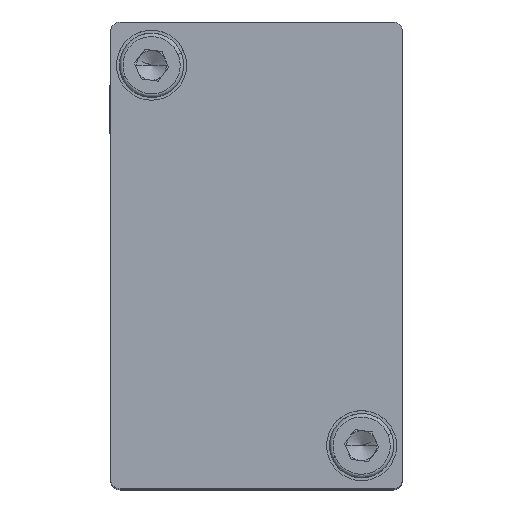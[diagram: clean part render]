
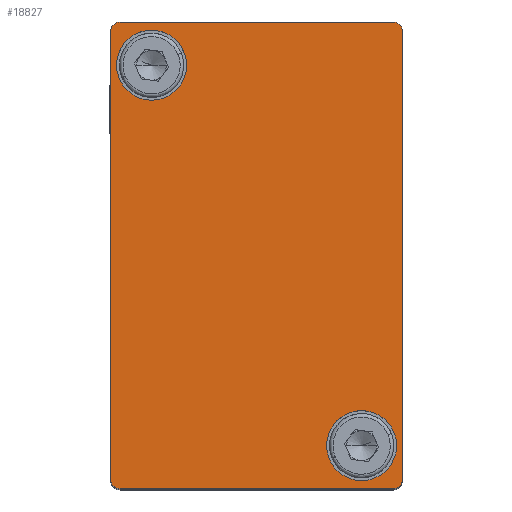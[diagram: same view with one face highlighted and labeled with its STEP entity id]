
A CAD part, top view. The second image highlights one B-rep face of the part: STEP entity #18827.
In plain terms, the highlighted planar face has unit normal (0, 0, 1).
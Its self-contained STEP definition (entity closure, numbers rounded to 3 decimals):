
#1117 = CARTESIAN_POINT ( 'NONE',  ( 11.13, 39.625, 63.278 ) ) ;
#1658 = CARTESIAN_POINT ( 'NONE',  ( 35.63, 4.125, 63.278 ) ) ;
#2088 = PLANE ( 'NONE',  #11135 ) ;
#2278 = DIRECTION ( 'NONE',  ( 1., 0., 0. ) ) ;
#2631 = CIRCLE ( 'NONE', #15203, 0.8 ) ;
#4214 = CARTESIAN_POINT ( 'NONE',  ( 14.13, 39.625, 63.278 ) ) ;
#4215 = EDGE_CURVE ( 'NONE', #45537, #25594, #16309, .T. ) ;
#5128 = VECTOR ( 'NONE', #31769, 1000. ) ;
#5554 = EDGE_CURVE ( 'NONE', #34048, #29226, #7562, .T. ) ;
#5977 = CIRCLE ( 'NONE', #29550, 3. ) ;
#6260 = EDGE_CURVE ( 'NONE', #16862, #22182, #21182, .T. ) ;
#7562 = CIRCLE ( 'NONE', #51889, 3. ) ;
#7636 = EDGE_CURVE ( 'NONE', #9668, #11620, #5977, .T. ) ;
#7919 = DIRECTION ( 'NONE',  ( 0., 0., 1. ) ) ;
#8160 = LINE ( 'NONE', #35644, #30266 ) ;
#8235 = CARTESIAN_POINT ( 'NONE',  ( 11.43, 3.325, 63.278 ) ) ;
#8528 = DIRECTION ( 'NONE',  ( 1., 0., 0. ) ) ;
#8606 = ORIENTED_EDGE ( 'NONE', *, *, #20666, .T. ) ;
#8661 = CIRCLE ( 'NONE', #38177, 0.8 ) ;
#9246 = VERTEX_POINT ( 'NONE', #14138 ) ;
#9668 = VERTEX_POINT ( 'NONE', #47864 ) ;
#10003 = CARTESIAN_POINT ( 'NONE',  ( 35.63, 42.525, 63.278 ) ) ;
#10516 = DIRECTION ( 'NONE',  ( -1., 0., 0. ) ) ;
#10722 = ORIENTED_EDGE ( 'NONE', *, *, #13621, .T. ) ;
#10882 = DIRECTION ( 'NONE',  ( 1., 0., 0. ) ) ;
#11095 = CARTESIAN_POINT ( 'NONE',  ( 35.63, 43.325, 63.278 ) ) ;
#11135 = AXIS2_PLACEMENT_3D ( 'NONE', #52092, #27383, #2278 ) ;
#11581 = CARTESIAN_POINT ( 'NONE',  ( 34.83, 42.525, 63.278 ) ) ;
#11620 = VERTEX_POINT ( 'NONE', #1117 ) ;
#12748 = CARTESIAN_POINT ( 'NONE',  ( 32.13, 7.025, 63.278 ) ) ;
#13276 = CARTESIAN_POINT ( 'NONE',  ( 10.63, 4.125, 63.278 ) ) ;
#13526 = VECTOR ( 'NONE', #22616, 1000. ) ;
#13621 = EDGE_CURVE ( 'NONE', #20110, #36882, #45183, .T. ) ;
#13741 = AXIS2_PLACEMENT_3D ( 'NONE', #12748, #41668, #16970 ) ;
#14138 = CARTESIAN_POINT ( 'NONE',  ( 34.83, 3.325, 63.278 ) ) ;
#14713 = EDGE_CURVE ( 'NONE', #28987, #9246, #8160, .T. ) ;
#14794 = EDGE_CURVE ( 'NONE', #25594, #16862, #45734, .T. ) ;
#15022 = CIRCLE ( 'NONE', #36855, 0.8 ) ;
#15203 = AXIS2_PLACEMENT_3D ( 'NONE', #47912, #23162, #52036 ) ;
#15795 = DIRECTION ( 'NONE',  ( 1., 0., 0. ) ) ;
#16309 = LINE ( 'NONE', #30719, #5128 ) ;
#16862 = VERTEX_POINT ( 'NONE', #36325 ) ;
#16970 = DIRECTION ( 'NONE',  ( 1., 0., 0. ) ) ;
#17017 = CARTESIAN_POINT ( 'NONE',  ( 29.13, 7.025, 63.278 ) ) ;
#18523 = CARTESIAN_POINT ( 'NONE',  ( 10.63, 43.325, 63.278 ) ) ;
#18665 = FACE_BOUND ( 'NONE', #49231, .T. ) ;
#18827 = ADVANCED_FACE ( 'NONE', ( #40587, #18665, #19904 ), #2088, .T. ) ;
#19904 = FACE_BOUND ( 'NONE', #41501, .T. ) ;
#20110 = VERTEX_POINT ( 'NONE', #49460 ) ;
#20666 = EDGE_CURVE ( 'NONE', #22182, #20110, #8661, .T. ) ;
#20804 = ORIENTED_EDGE ( 'NONE', *, *, #14713, .T. ) ;
#21182 = LINE ( 'NONE', #11095, #41855 ) ;
#22182 = VERTEX_POINT ( 'NONE', #42833 ) ;
#22499 = DIRECTION ( 'NONE',  ( 1., 0., 0. ) ) ;
#22603 = DIRECTION ( 'NONE',  ( 0., 0., -1. ) ) ;
#22609 = CIRCLE ( 'NONE', #13741, 3. ) ;
#22616 = DIRECTION ( 'NONE',  ( 0., -1., 0. ) ) ;
#22794 = CARTESIAN_POINT ( 'NONE',  ( 32.13, 7.025, 63.278 ) ) ;
#22891 = ORIENTED_EDGE ( 'NONE', *, *, #35224, .T. ) ;
#23162 = DIRECTION ( 'NONE',  ( 0., 0., 1. ) ) ;
#23748 = CARTESIAN_POINT ( 'NONE',  ( 34.83, 4.125, 63.278 ) ) ;
#24145 = ORIENTED_EDGE ( 'NONE', *, *, #7636, .T. ) ;
#25315 = DIRECTION ( 'NONE',  ( 1., 0., 0. ) ) ;
#25358 = DIRECTION ( 'NONE',  ( 0., 0., -1. ) ) ;
#25418 = CARTESIAN_POINT ( 'NONE',  ( 14.13, 39.625, 63.278 ) ) ;
#25594 = VERTEX_POINT ( 'NONE', #10003 ) ;
#26173 = ORIENTED_EDGE ( 'NONE', *, *, #33808, .T. ) ;
#27383 = DIRECTION ( 'NONE',  ( 0., 0., 1. ) ) ;
#27904 = DIRECTION ( 'NONE',  ( 1., 0., 0. ) ) ;
#28877 = ORIENTED_EDGE ( 'NONE', *, *, #6260, .T. ) ;
#28987 = VERTEX_POINT ( 'NONE', #8235 ) ;
#29226 = VERTEX_POINT ( 'NONE', #42838 ) ;
#29305 = AXIS2_PLACEMENT_3D ( 'NONE', #11581, #40512, #15795 ) ;
#29550 = AXIS2_PLACEMENT_3D ( 'NONE', #25418, #25358, #25315 ) ;
#30266 = VECTOR ( 'NONE', #10882, 1000. ) ;
#30719 = CARTESIAN_POINT ( 'NONE',  ( 35.63, 43.325, 63.278 ) ) ;
#31769 = DIRECTION ( 'NONE',  ( 0., 1., 0. ) ) ;
#32761 = CARTESIAN_POINT ( 'NONE',  ( 11.43, 42.525, 63.278 ) ) ;
#33355 = DIRECTION ( 'NONE',  ( 0., 0., -1. ) ) ;
#33808 = EDGE_CURVE ( 'NONE', #36882, #28987, #2631, .T. ) ;
#34048 = VERTEX_POINT ( 'NONE', #17017 ) ;
#34891 = ORIENTED_EDGE ( 'NONE', *, *, #5554, .T. ) ;
#35155 = ORIENTED_EDGE ( 'NONE', *, *, #52924, .T. ) ;
#35224 = EDGE_CURVE ( 'NONE', #11620, #9668, #49337, .T. ) ;
#35644 = CARTESIAN_POINT ( 'NONE',  ( 35.63, 3.325, 63.278 ) ) ;
#36325 = CARTESIAN_POINT ( 'NONE',  ( 34.83, 43.325, 63.278 ) ) ;
#36855 = AXIS2_PLACEMENT_3D ( 'NONE', #23748, #52616, #27904 ) ;
#36882 = VERTEX_POINT ( 'NONE', #13276 ) ;
#36891 = DIRECTION ( 'NONE',  ( 1., 0., 0. ) ) ;
#38073 = ORIENTED_EDGE ( 'NONE', *, *, #4215, .T. ) ;
#38177 = AXIS2_PLACEMENT_3D ( 'NONE', #32761, #7919, #36891 ) ;
#38928 = EDGE_CURVE ( 'NONE', #9246, #45537, #15022, .T. ) ;
#39866 = ORIENTED_EDGE ( 'NONE', *, *, #14794, .T. ) ;
#40500 = AXIS2_PLACEMENT_3D ( 'NONE', #4214, #33355, #8528 ) ;
#40512 = DIRECTION ( 'NONE',  ( 0., 0., 1. ) ) ;
#40587 = FACE_OUTER_BOUND ( 'NONE', #53363, .T. ) ;
#41501 = EDGE_LOOP ( 'NONE', ( #35155, #34891 ) ) ;
#41668 = DIRECTION ( 'NONE',  ( 0., 0., -1. ) ) ;
#41855 = VECTOR ( 'NONE', #10516, 1000. ) ;
#42833 = CARTESIAN_POINT ( 'NONE',  ( 11.43, 43.325, 63.278 ) ) ;
#42838 = CARTESIAN_POINT ( 'NONE',  ( 35.13, 7.025, 63.278 ) ) ;
#45183 = LINE ( 'NONE', #18523, #13526 ) ;
#45537 = VERTEX_POINT ( 'NONE', #1658 ) ;
#45734 = CIRCLE ( 'NONE', #29305, 0.8 ) ;
#47864 = CARTESIAN_POINT ( 'NONE',  ( 17.13, 39.625, 63.278 ) ) ;
#47912 = CARTESIAN_POINT ( 'NONE',  ( 11.43, 4.125, 63.278 ) ) ;
#49231 = EDGE_LOOP ( 'NONE', ( #24145, #22891 ) ) ;
#49337 = CIRCLE ( 'NONE', #40500, 3. ) ;
#49460 = CARTESIAN_POINT ( 'NONE',  ( 10.63, 42.525, 63.278 ) ) ;
#51889 = AXIS2_PLACEMENT_3D ( 'NONE', #22794, #22603, #22499 ) ;
#52036 = DIRECTION ( 'NONE',  ( 1., 0., 0. ) ) ;
#52092 = CARTESIAN_POINT ( 'NONE',  ( 23.13, 23.325, 63.278 ) ) ;
#52507 = ORIENTED_EDGE ( 'NONE', *, *, #38928, .T. ) ;
#52616 = DIRECTION ( 'NONE',  ( 0., 0., 1. ) ) ;
#52924 = EDGE_CURVE ( 'NONE', #29226, #34048, #22609, .T. ) ;
#53363 = EDGE_LOOP ( 'NONE', ( #38073, #39866, #28877, #8606, #10722, #26173, #20804, #52507 ) ) ;
